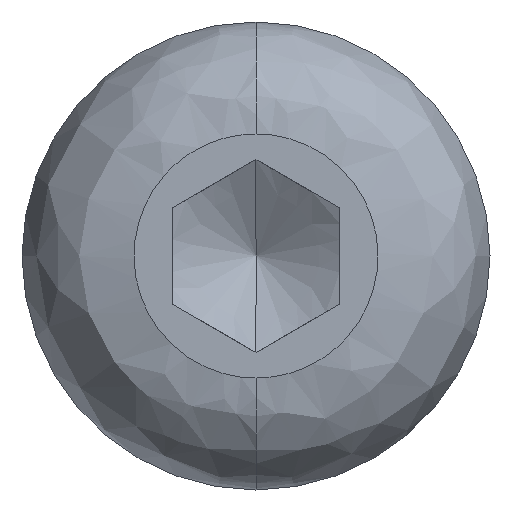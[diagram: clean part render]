
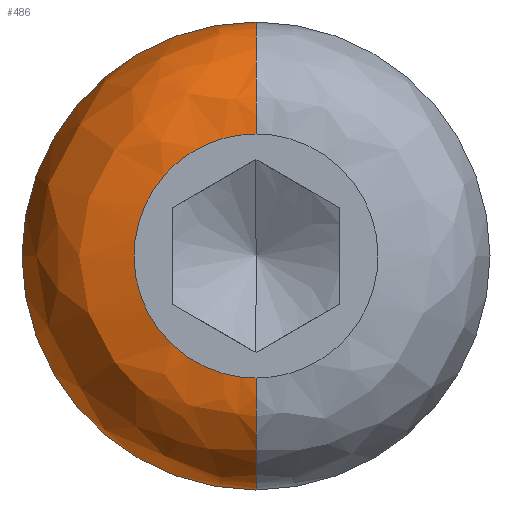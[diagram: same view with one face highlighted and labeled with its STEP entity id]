
A CAD part, left-side view. The second image highlights one B-rep face of the part: STEP entity #486.
In plain terms, the highlighted free-form (B-spline) face has degree [3, 3] with [4, 4] control points.
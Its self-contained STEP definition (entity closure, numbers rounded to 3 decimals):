
#66 = CIRCLE ( 'NONE', #577, 7. ) ;
#97 = CARTESIAN_POINT ( 'NONE',  ( -1.05, 0., 7. ) ) ;
#99 = CIRCLE ( 'NONE', #312, 3.35 ) ;
#104 = ORIENTED_EDGE ( 'NONE', *, *, #780, .T. ) ;
#108 = CARTESIAN_POINT ( 'NONE',  ( -1.05, 14., 7. ) ) ;
#109 = CIRCLE ( 'NONE', #744, 3.35 ) ;
#147 = CARTESIAN_POINT ( 'NONE',  ( -4.4, 0., 5.612 ) ) ;
#150 = DIRECTION ( 'NONE',  ( 0., 1., 0. ) ) ;
#197 =( BOUNDED_CURVE ( )  B_SPLINE_CURVE ( 3, ( #623, #746, #497, #561 ),
 .UNSPECIFIED., .F., .F. ) 
 B_SPLINE_CURVE_WITH_KNOTS ( ( 4, 4 ),
 ( 0.75, 1.25 ),
 .UNSPECIFIED. ) 
 CURVE ( )  GEOMETRIC_REPRESENTATION_ITEM ( )  RATIONAL_B_SPLINE_CURVE ( ( 1., 0.333, 0.333, 1. ) ) 
 REPRESENTATION_ITEM ( '' )  );
#198 = DIRECTION ( 'NONE',  ( 0., 0., -1. ) ) ;
#207 = CARTESIAN_POINT ( 'NONE',  ( -4.4, 11.225, -5.612 ) ) ;
#218 = CARTESIAN_POINT ( 'NONE',  ( -1.05, 0., -7. ) ) ;
#252 = EDGE_CURVE ( 'NONE', #768, #449, #197, .T. ) ;
#276 = CARTESIAN_POINT ( 'NONE',  ( -4.4, 0., -3.65 ) ) ;
#312 = AXIS2_PLACEMENT_3D ( 'NONE', #719, #150, #348 ) ;
#315 = CARTESIAN_POINT ( 'NONE',  ( -1.05, 0., -3.65 ) ) ;
#345 = CARTESIAN_POINT ( 'NONE',  ( -4.4, 0., -5.612 ) ) ;
#348 = DIRECTION ( 'NONE',  ( 0., 0., 1. ) ) ;
#359 = VERTEX_POINT ( 'NONE', #454 ) ;
#380 = FACE_OUTER_BOUND ( 'NONE', #549, .T. ) ;
#406 = CARTESIAN_POINT ( 'NONE',  ( -3.012, 14., -7. ) ) ;
#417 =( BOUNDED_SURFACE ( )  B_SPLINE_SURFACE ( 3, 3, ( 
 ( #702, #508, #643, #276 ),
 ( #147, #571, #207, #345 ),
 ( #777, #530, #406, #710 ),
 ( #97, #108, #655, #218 ) ),
 .UNSPECIFIED., .F., .F., .F. ) 
 B_SPLINE_SURFACE_WITH_KNOTS ( ( 4, 4 ),
 ( 4, 4 ),
 ( 0., 1. ),
 ( 0., 1. ),
 .UNSPECIFIED. ) 
 GEOMETRIC_REPRESENTATION_ITEM ( )  RATIONAL_B_SPLINE_SURFACE ( (
 ( 1., 0.333, 0.333, 1.),
 ( 0.805, 0.268, 0.268, 0.805),
 ( 0.805, 0.268, 0.268, 0.805),
 ( 1., 0.333, 0.333, 1.) ) ) 
 REPRESENTATION_ITEM ( '' )  SURFACE ( )  );
#424 = DIRECTION ( 'NONE',  ( 0., 0., 1. ) ) ;
#434 = DIRECTION ( 'NONE',  ( 1., 0., 0. ) ) ;
#442 = EDGE_CURVE ( 'NONE', #768, #606, #109, .T. ) ;
#449 = VERTEX_POINT ( 'NONE', #771 ) ;
#454 = CARTESIAN_POINT ( 'NONE',  ( -1.05, 0., 7. ) ) ;
#462 = ORIENTED_EDGE ( 'NONE', *, *, #706, .F. ) ;
#486 = ADVANCED_FACE ( 'NONE', ( #380 ), #417, .T. ) ;
#497 = CARTESIAN_POINT ( 'NONE',  ( -4.4, 7.3, 3.65 ) ) ;
#508 = CARTESIAN_POINT ( 'NONE',  ( -4.4, 7.3, 3.65 ) ) ;
#530 = CARTESIAN_POINT ( 'NONE',  ( -3.012, 14., 7. ) ) ;
#549 = EDGE_LOOP ( 'NONE', ( #598, #104, #462, #651 ) ) ;
#561 = CARTESIAN_POINT ( 'NONE',  ( -4.4, 0., 3.65 ) ) ;
#571 = CARTESIAN_POINT ( 'NONE',  ( -4.4, 11.225, 5.612 ) ) ;
#577 = AXIS2_PLACEMENT_3D ( 'NONE', #676, #434, #424 ) ;
#591 = CARTESIAN_POINT ( 'NONE',  ( -4.4, 0., -3.65 ) ) ;
#598 = ORIENTED_EDGE ( 'NONE', *, *, #252, .T. ) ;
#606 = VERTEX_POINT ( 'NONE', #662 ) ;
#623 = CARTESIAN_POINT ( 'NONE',  ( -4.4, 0., -3.65 ) ) ;
#634 = DIRECTION ( 'NONE',  ( 0., -1., 0. ) ) ;
#643 = CARTESIAN_POINT ( 'NONE',  ( -4.4, 7.3, -3.65 ) ) ;
#651 = ORIENTED_EDGE ( 'NONE', *, *, #442, .F. ) ;
#655 = CARTESIAN_POINT ( 'NONE',  ( -1.05, 14., -7. ) ) ;
#662 = CARTESIAN_POINT ( 'NONE',  ( -1.05, 0., -7. ) ) ;
#676 = CARTESIAN_POINT ( 'NONE',  ( -1.05, 0., 0. ) ) ;
#702 = CARTESIAN_POINT ( 'NONE',  ( -4.4, 0., 3.65 ) ) ;
#706 = EDGE_CURVE ( 'NONE', #606, #359, #66, .T. ) ;
#710 = CARTESIAN_POINT ( 'NONE',  ( -3.012, 0., -7. ) ) ;
#719 = CARTESIAN_POINT ( 'NONE',  ( -1.05, 0., 3.65 ) ) ;
#744 = AXIS2_PLACEMENT_3D ( 'NONE', #315, #634, #198 ) ;
#746 = CARTESIAN_POINT ( 'NONE',  ( -4.4, 7.3, -3.65 ) ) ;
#768 = VERTEX_POINT ( 'NONE', #591 ) ;
#771 = CARTESIAN_POINT ( 'NONE',  ( -4.4, 0., 3.65 ) ) ;
#777 = CARTESIAN_POINT ( 'NONE',  ( -3.012, 0., 7. ) ) ;
#780 = EDGE_CURVE ( 'NONE', #449, #359, #99, .T. ) ;
